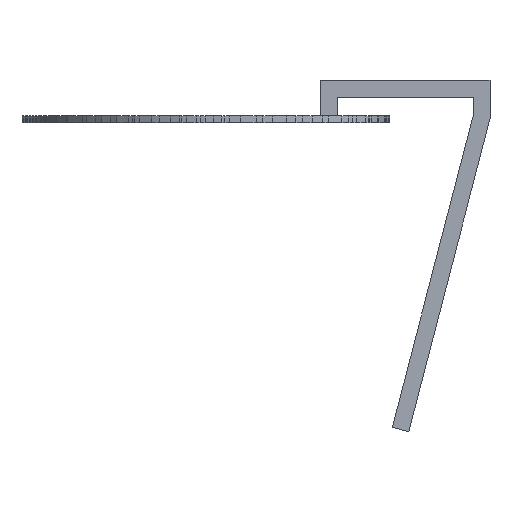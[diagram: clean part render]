
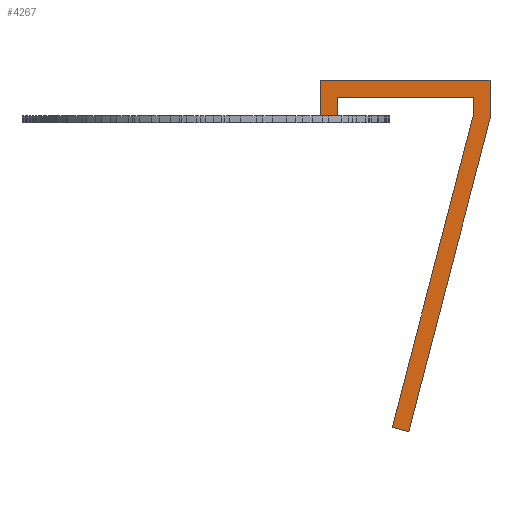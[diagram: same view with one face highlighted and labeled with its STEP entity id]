
A CAD part, left-side view. The second image highlights one B-rep face of the part: STEP entity #4267.
In plain terms, the highlighted planar face has unit normal (-1, 0, 0).
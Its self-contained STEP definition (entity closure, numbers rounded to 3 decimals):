
#217=FACE_OUTER_BOUND('',#423,.T.);
#423=EDGE_LOOP('',(#3839,#3840,#3841,#3842,#3843,#3844,#3845,#3846,#3847,
#3848));
#1004=LINE('',#6667,#1610);
#1007=LINE('',#6673,#1613);
#1010=LINE('',#6679,#1616);
#1013=LINE('',#6685,#1619);
#1016=LINE('',#6692,#1622);
#1020=LINE('',#6700,#1626);
#1023=LINE('',#6705,#1629);
#1028=LINE('',#6715,#1634);
#1029=LINE('',#6717,#1635);
#1030=LINE('',#6718,#1636);
#1610=VECTOR('',#5457,10.);
#1613=VECTOR('',#5462,10.);
#1616=VECTOR('',#5467,10.);
#1619=VECTOR('',#5472,10.);
#1622=VECTOR('',#5477,10.);
#1626=VECTOR('',#5483,10.);
#1629=VECTOR('',#5488,10.);
#1634=VECTOR('',#5497,10.);
#1635=VECTOR('',#5498,10.);
#1636=VECTOR('',#5499,10.);
#2024=VERTEX_POINT('',#6664);
#2025=VERTEX_POINT('',#6666);
#2027=VERTEX_POINT('',#6672);
#2029=VERTEX_POINT('',#6678);
#2031=VERTEX_POINT('',#6684);
#2033=VERTEX_POINT('',#6690);
#2034=VERTEX_POINT('',#6691);
#2037=VERTEX_POINT('',#6699);
#2041=VERTEX_POINT('',#6714);
#2042=VERTEX_POINT('',#6716);
#2620=EDGE_CURVE('',#2024,#2025,#1004,.T.);
#2623=EDGE_CURVE('',#2024,#2027,#1007,.T.);
#2626=EDGE_CURVE('',#2029,#2027,#1010,.T.);
#2629=EDGE_CURVE('',#2031,#2029,#1013,.T.);
#2632=EDGE_CURVE('',#2033,#2034,#1016,.T.);
#2636=EDGE_CURVE('',#2037,#2033,#1020,.T.);
#2639=EDGE_CURVE('',#2037,#2025,#1023,.T.);
#2644=EDGE_CURVE('',#2041,#2031,#1028,.T.);
#2645=EDGE_CURVE('',#2041,#2042,#1029,.T.);
#2646=EDGE_CURVE('',#2042,#2034,#1030,.T.);
#3839=ORIENTED_EDGE('',*,*,#2644,.F.);
#3840=ORIENTED_EDGE('',*,*,#2645,.T.);
#3841=ORIENTED_EDGE('',*,*,#2646,.T.);
#3842=ORIENTED_EDGE('',*,*,#2632,.F.);
#3843=ORIENTED_EDGE('',*,*,#2636,.F.);
#3844=ORIENTED_EDGE('',*,*,#2639,.T.);
#3845=ORIENTED_EDGE('',*,*,#2620,.F.);
#3846=ORIENTED_EDGE('',*,*,#2623,.T.);
#3847=ORIENTED_EDGE('',*,*,#2626,.F.);
#3848=ORIENTED_EDGE('',*,*,#2629,.F.);
#4062=PLANE('',#4486);
#4267=ADVANCED_FACE('',(#217),#4062,.T.);
#4486=AXIS2_PLACEMENT_3D('',#6713,#5495,#5496);
#5457=DIRECTION('',(0.,1.,0.));
#5462=DIRECTION('',(0.,0.,1.));
#5467=DIRECTION('',(0.,1.,0.));
#5472=DIRECTION('',(0.,0.,1.));
#5477=DIRECTION('',(0.,0.,-1.));
#5483=DIRECTION('',(0.,-1.,0.));
#5488=DIRECTION('',(0.,0.,-1.));
#5495=DIRECTION('center_axis',(-1.,0.,0.));
#5496=DIRECTION('ref_axis',(0.,-0.968,-0.251));
#5497=DIRECTION('',(0.,-0.251,0.968));
#5498=DIRECTION('',(0.,-0.968,-0.251));
#5499=DIRECTION('',(0.,-0.251,0.968));
#6664=CARTESIAN_POINT('',(-2.5,102.81,1162.));
#6666=CARTESIAN_POINT('',(-2.5,107.81,1162.));
#6667=CARTESIAN_POINT('',(-2.5,107.792,1162.));
#6672=CARTESIAN_POINT('',(-2.5,102.81,1167.415));
#6673=CARTESIAN_POINT('',(-2.5,102.81,1164.415));
#6678=CARTESIAN_POINT('',(-2.5,62.81,1167.415));
#6679=CARTESIAN_POINT('',(-2.5,62.81,1167.415));
#6684=CARTESIAN_POINT('',(-2.5,62.81,1162.415));
#6685=CARTESIAN_POINT('',(-2.5,62.81,1162.415));
#6690=CARTESIAN_POINT('',(-2.5,57.97,1172.415));
#6691=CARTESIAN_POINT('',(-2.5,57.97,1161.158));
#6692=CARTESIAN_POINT('',(-2.5,57.97,1172.415));
#6699=CARTESIAN_POINT('',(-2.5,107.81,1172.415));
#6700=CARTESIAN_POINT('',(-2.5,107.81,1172.415));
#6705=CARTESIAN_POINT('',(-2.5,107.81,1172.415));
#6713=CARTESIAN_POINT('Origin',(-2.5,86.689,1070.447));
#6714=CARTESIAN_POINT('',(-2.5,86.689,1070.447));
#6715=CARTESIAN_POINT('',(-2.5,86.689,1070.447));
#6716=CARTESIAN_POINT('',(-2.5,81.849,1069.191));
#6717=CARTESIAN_POINT('',(-2.5,86.689,1070.447));
#6718=CARTESIAN_POINT('',(-2.5,81.849,1069.191));
